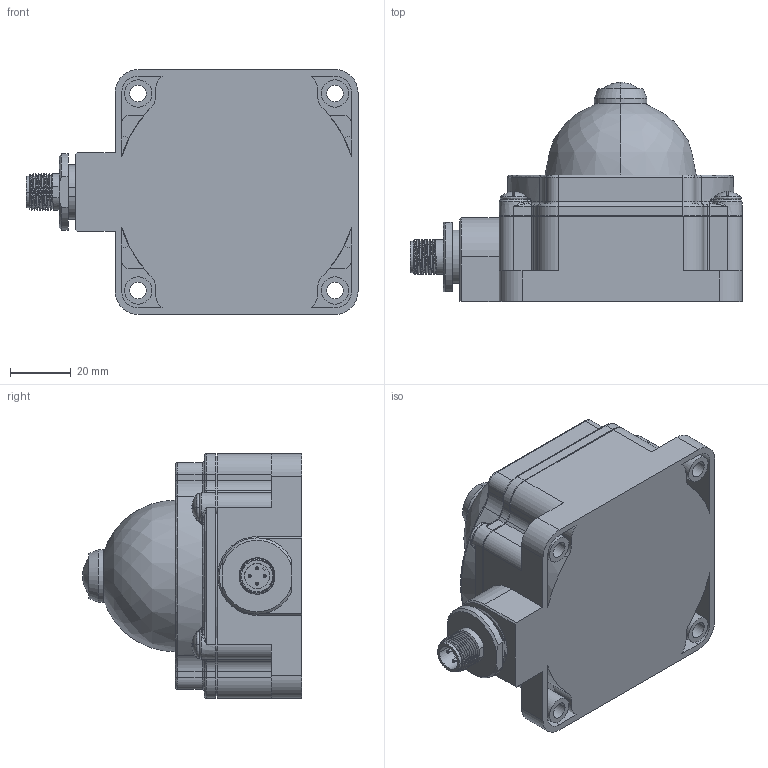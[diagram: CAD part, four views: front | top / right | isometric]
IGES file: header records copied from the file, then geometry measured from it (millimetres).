
Start section:  PTC IGES file: 144881.igs
Global section: file name: 144881.igs; native system: Pro/ENGINEER by Parametric Technology Corporation; preprocessor: 2006170; author: banengservice; organization: Unknown; date: 20090326.111959; units: inch
Bounding box: 109.59 x 72.32 x 80.85 mm (x, y, z)
Volume: 83672.6 mm3; surface area: 71596.2 mm2
Topology: 5 solids, 6 shells, 946 faces, 2385 edges, 1506 vertices
Faces by surface type: revolution 506, bspline 440
